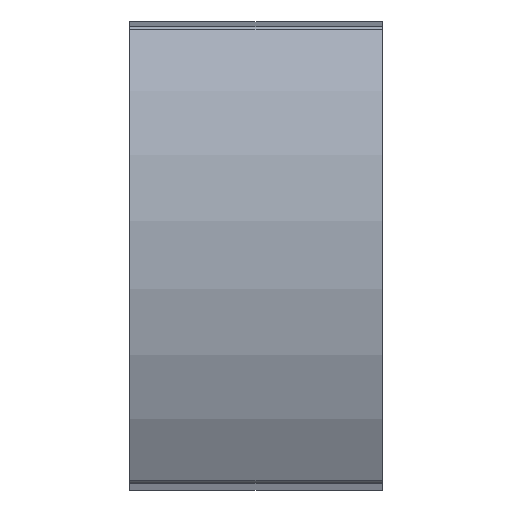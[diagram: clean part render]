
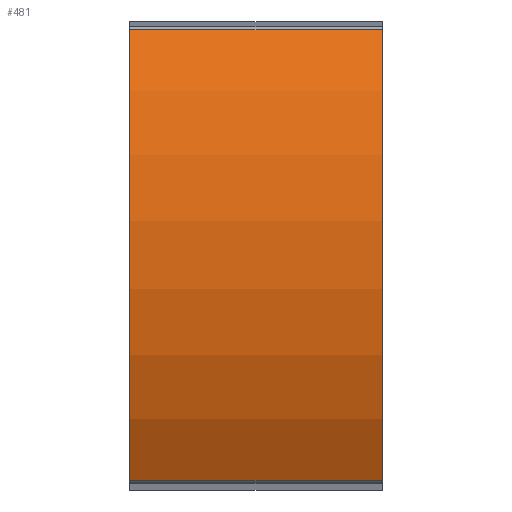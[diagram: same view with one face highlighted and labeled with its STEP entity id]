
A CAD part, top view. The second image highlights one B-rep face of the part: STEP entity #481.
In plain terms, the highlighted cylindrical face has radius 36.5 mm (diameter 73 mm), a partial arc.
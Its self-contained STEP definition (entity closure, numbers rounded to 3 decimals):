
#73 = PLANE('',#74);
#74 = AXIS2_PLACEMENT_3D('',#75,#76,#77);
#75 = CARTESIAN_POINT('',(20.,0.,54.49));
#76 = DIRECTION('',(-1.,0.,0.));
#77 = DIRECTION('',(0.,0.,-1.));
#132 = PLANE('',#133);
#133 = AXIS2_PLACEMENT_3D('',#134,#135,#136);
#134 = CARTESIAN_POINT('',(0.,0.,54.49));
#135 = DIRECTION('',(-1.,0.,0.));
#136 = DIRECTION('',(0.,0.,-1.));
#363 = CYLINDRICAL_SURFACE('',#364,0.5);
#364 = AXIS2_PLACEMENT_3D('',#365,#366,#367);
#365 = CARTESIAN_POINT('',(0.,-17.626,74.39));
#366 = DIRECTION('',(-1.,0.,0.));
#367 = DIRECTION('',(0.,1.,0.));
#399 = EDGE_CURVE('',#400,#402,#404,.T.);
#400 = VERTEX_POINT('',#401);
#401 = CARTESIAN_POINT('',(0.,-17.871,74.826));
#402 = VERTEX_POINT('',#403);
#403 = CARTESIAN_POINT('',(20.,-17.871,74.826));
#404 = SURFACE_CURVE('',#405,(#409,#416),.PCURVE_S1.);
#405 = LINE('',#406,#407);
#406 = CARTESIAN_POINT('',(0.,-17.871,74.826));
#407 = VECTOR('',#408,1.);
#408 = DIRECTION('',(1.,0.,0.));
#409 = PCURVE('',#363,#410);
#410 = DEFINITIONAL_REPRESENTATION('',(#411),#415);
#411 = LINE('',#412,#413);
#412 = CARTESIAN_POINT('',(-2.082,0.));
#413 = VECTOR('',#414,1.);
#414 = DIRECTION('',(-0.,-1.));
#415 = ( GEOMETRIC_REPRESENTATION_CONTEXT(2) 
PARAMETRIC_REPRESENTATION_CONTEXT() REPRESENTATION_CONTEXT('2D SPACE',''
  ) );
#416 = PCURVE('',#417,#422);
#417 = CYLINDRICAL_SURFACE('',#418,36.5);
#418 = AXIS2_PLACEMENT_3D('',#419,#420,#421);
#419 = CARTESIAN_POINT('',(0.,0.,43.));
#420 = DIRECTION('',(-1.,0.,0.));
#421 = DIRECTION('',(0.,1.,0.));
#422 = DEFINITIONAL_REPRESENTATION('',(#423),#427);
#423 = LINE('',#424,#425);
#424 = CARTESIAN_POINT('',(-2.082,0.));
#425 = VECTOR('',#426,1.);
#426 = DIRECTION('',(-0.,-1.));
#427 = ( GEOMETRIC_REPRESENTATION_CONTEXT(2) 
PARAMETRIC_REPRESENTATION_CONTEXT() REPRESENTATION_CONTEXT('2D SPACE',''
  ) );
#481 = ADVANCED_FACE('',(#482),#417,.T.);
#482 = FACE_BOUND('',#483,.F.);
#483 = EDGE_LOOP('',(#484,#514,#540,#541));
#484 = ORIENTED_EDGE('',*,*,#485,.T.);
#485 = EDGE_CURVE('',#486,#488,#490,.T.);
#486 = VERTEX_POINT('',#487);
#487 = CARTESIAN_POINT('',(0.,17.871,74.826));
#488 = VERTEX_POINT('',#489);
#489 = CARTESIAN_POINT('',(20.,17.871,74.826));
#490 = SURFACE_CURVE('',#491,(#495,#502),.PCURVE_S1.);
#491 = LINE('',#492,#493);
#492 = CARTESIAN_POINT('',(0.,17.871,74.826));
#493 = VECTOR('',#494,1.);
#494 = DIRECTION('',(1.,0.,0.));
#495 = PCURVE('',#417,#496);
#496 = DEFINITIONAL_REPRESENTATION('',(#497),#501);
#497 = LINE('',#498,#499);
#498 = CARTESIAN_POINT('',(-1.059,0.));
#499 = VECTOR('',#500,1.);
#500 = DIRECTION('',(-0.,-1.));
#501 = ( GEOMETRIC_REPRESENTATION_CONTEXT(2) 
PARAMETRIC_REPRESENTATION_CONTEXT() REPRESENTATION_CONTEXT('2D SPACE',''
  ) );
#502 = PCURVE('',#503,#508);
#503 = CYLINDRICAL_SURFACE('',#504,0.5);
#504 = AXIS2_PLACEMENT_3D('',#505,#506,#507);
#505 = CARTESIAN_POINT('',(0.,17.626,74.39));
#506 = DIRECTION('',(-1.,0.,0.));
#507 = DIRECTION('',(0.,1.,0.));
#508 = DEFINITIONAL_REPRESENTATION('',(#509),#513);
#509 = LINE('',#510,#511);
#510 = CARTESIAN_POINT('',(-1.059,0.));
#511 = VECTOR('',#512,1.);
#512 = DIRECTION('',(-0.,-1.));
#513 = ( GEOMETRIC_REPRESENTATION_CONTEXT(2) 
PARAMETRIC_REPRESENTATION_CONTEXT() REPRESENTATION_CONTEXT('2D SPACE',''
  ) );
#514 = ORIENTED_EDGE('',*,*,#515,.T.);
#515 = EDGE_CURVE('',#488,#402,#516,.T.);
#516 = SURFACE_CURVE('',#517,(#522,#529),.PCURVE_S1.);
#517 = CIRCLE('',#518,36.5);
#518 = AXIS2_PLACEMENT_3D('',#519,#520,#521);
#519 = CARTESIAN_POINT('',(20.,0.,43.));
#520 = DIRECTION('',(1.,0.,0.));
#521 = DIRECTION('',(0.,1.,0.));
#522 = PCURVE('',#417,#523);
#523 = DEFINITIONAL_REPRESENTATION('',(#524),#528);
#524 = LINE('',#525,#526);
#525 = CARTESIAN_POINT('',(-0.,-20.));
#526 = VECTOR('',#527,1.);
#527 = DIRECTION('',(-1.,0.));
#528 = ( GEOMETRIC_REPRESENTATION_CONTEXT(2) 
PARAMETRIC_REPRESENTATION_CONTEXT() REPRESENTATION_CONTEXT('2D SPACE',''
  ) );
#529 = PCURVE('',#73,#530);
#530 = DEFINITIONAL_REPRESENTATION('',(#531),#539);
#531 = ( BOUNDED_CURVE() B_SPLINE_CURVE(2,(#532,#533,#534,#535,#536,#537
,#538),.UNSPECIFIED.,.T.,.F.) B_SPLINE_CURVE_WITH_KNOTS((1,2,2,2,2,1),(
    -2.094,0.,2.094,4.189,6.283,
8.378),.UNSPECIFIED.) CURVE() GEOMETRIC_REPRESENTATION_ITEM() 
RATIONAL_B_SPLINE_CURVE((1.,0.5,1.,0.5,1.,0.5,1.)) REPRESENTATION_ITEM(
  '') );
#532 = CARTESIAN_POINT('',(11.49,-36.5));
#533 = CARTESIAN_POINT('',(-51.73,-36.5));
#534 = CARTESIAN_POINT('',(-20.12,18.25));
#535 = CARTESIAN_POINT('',(11.49,73.));
#536 = CARTESIAN_POINT('',(43.1,18.25));
#537 = CARTESIAN_POINT('',(74.709,-36.5));
#538 = CARTESIAN_POINT('',(11.49,-36.5));
#539 = ( GEOMETRIC_REPRESENTATION_CONTEXT(2) 
PARAMETRIC_REPRESENTATION_CONTEXT() REPRESENTATION_CONTEXT('2D SPACE',''
  ) );
#540 = ORIENTED_EDGE('',*,*,#399,.F.);
#541 = ORIENTED_EDGE('',*,*,#542,.F.);
#542 = EDGE_CURVE('',#486,#400,#543,.T.);
#543 = SURFACE_CURVE('',#544,(#549,#556),.PCURVE_S1.);
#544 = CIRCLE('',#545,36.5);
#545 = AXIS2_PLACEMENT_3D('',#546,#547,#548);
#546 = CARTESIAN_POINT('',(0.,0.,43.));
#547 = DIRECTION('',(1.,0.,0.));
#548 = DIRECTION('',(0.,1.,0.));
#549 = PCURVE('',#417,#550);
#550 = DEFINITIONAL_REPRESENTATION('',(#551),#555);
#551 = LINE('',#552,#553);
#552 = CARTESIAN_POINT('',(-0.,0.));
#553 = VECTOR('',#554,1.);
#554 = DIRECTION('',(-1.,0.));
#555 = ( GEOMETRIC_REPRESENTATION_CONTEXT(2) 
PARAMETRIC_REPRESENTATION_CONTEXT() REPRESENTATION_CONTEXT('2D SPACE',''
  ) );
#556 = PCURVE('',#132,#557);
#557 = DEFINITIONAL_REPRESENTATION('',(#558),#566);
#558 = ( BOUNDED_CURVE() B_SPLINE_CURVE(2,(#559,#560,#561,#562,#563,#564
,#565),.UNSPECIFIED.,.T.,.F.) B_SPLINE_CURVE_WITH_KNOTS((1,2,2,2,2,1),(
    -2.094,0.,2.094,4.189,6.283,
8.378),.UNSPECIFIED.) CURVE() GEOMETRIC_REPRESENTATION_ITEM() 
RATIONAL_B_SPLINE_CURVE((1.,0.5,1.,0.5,1.,0.5,1.)) REPRESENTATION_ITEM(
  '') );
#559 = CARTESIAN_POINT('',(11.49,-36.5));
#560 = CARTESIAN_POINT('',(-51.73,-36.5));
#561 = CARTESIAN_POINT('',(-20.12,18.25));
#562 = CARTESIAN_POINT('',(11.49,73.));
#563 = CARTESIAN_POINT('',(43.1,18.25));
#564 = CARTESIAN_POINT('',(74.709,-36.5));
#565 = CARTESIAN_POINT('',(11.49,-36.5));
#566 = ( GEOMETRIC_REPRESENTATION_CONTEXT(2) 
PARAMETRIC_REPRESENTATION_CONTEXT() REPRESENTATION_CONTEXT('2D SPACE',''
  ) );
